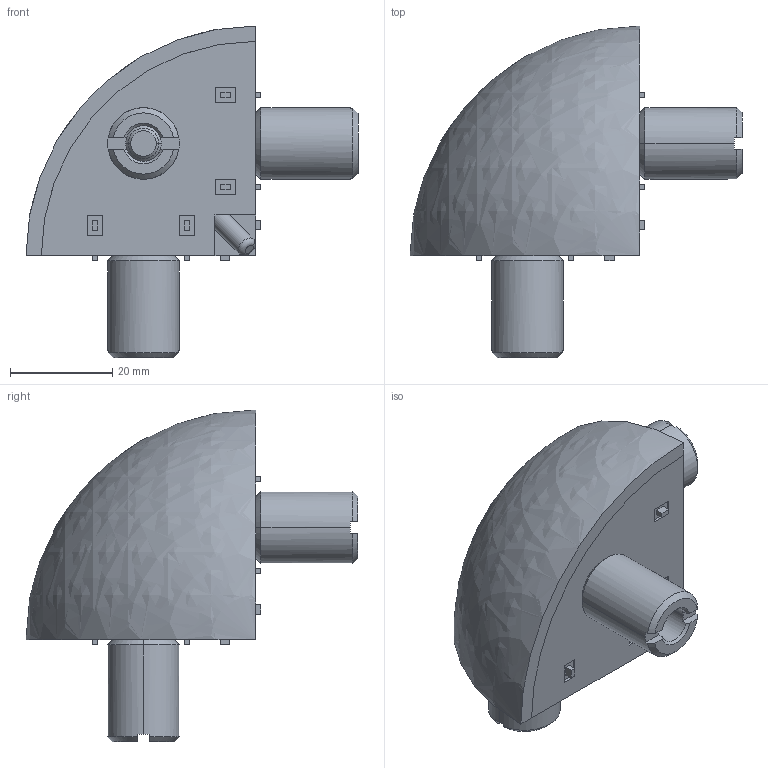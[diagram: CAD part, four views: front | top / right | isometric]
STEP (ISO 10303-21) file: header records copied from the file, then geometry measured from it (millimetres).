
FILE_DESCRIPTION (( 'STEP AP203' ), '1' );
FILE_NAME ('SNSD.45.70.00 3-õñòîðîííèé êóáè÷åñêèé ñîåäèíèòåëü 45õ45, ïàç 10(D70).STEP', '2017-08-18T08:43:08', ( '' ), ( '' ), 'SwSTEP 2.0', 'SolidWorks 2017', '' );
FILE_SCHEMA (( 'CONFIG_CONTROL_DESIGN' ));
Length unit declared in the file: millimetre
Products named in the file (5): SNSD.30.51.55. 鎔艜(E05)2_00; SNSD.45.70.00. ﾎ魵瑙韃(D70)_00; SNSD.45.70.00 3-õñòîðîííèé êóáè÷åñêèé ñîåäèíèòåëü 45õ45, ïàç 10(D70); SNSD.45.70.00. 青汶篪赅; SNSD.30.50.27. Âòóëêà ðåçüáîâàÿ Ì12 - Ì6(D09)2_00
Assembly tree (8 placements, depth 2):
  SNSD.45.70.00 3-õñòîðîííèé êóáè÷åñêèé ñîåäèíèòåëü 45õ45, ïàç 10(D70)
    SNSD.45.70.00. ﾎ魵瑙韃(D70)_00
    SNSD.45.70.00. 青汶篪赅
    SNSD.30.51.55. 鎔艜(E05)2_00  x3
    SNSD.30.50.27. Âòóëêà ðåçüáîâàÿ Ì12 - Ì6(D09)2_00  x3
Bounding box: 65 x 65 x 65 mm (x, y, z)
Volume: 53724.5 mm3; surface area: 36567.2 mm2
Topology: 10 solids, 10 shells, 307 faces, 750 edges, 482 vertices
Faces by surface type: plane 207, cylinder 45, cone 42, sphere 7, torus 6
Entity records: 7398 total; most frequent: CARTESIAN_POINT 1206, DIRECTION 1161, ORIENTED_EDGE 1118, EDGE_CURVE 559, VECTOR 419, LINE 419, AXIS2_PLACEMENT_3D 371, VERTEX_POINT 366
